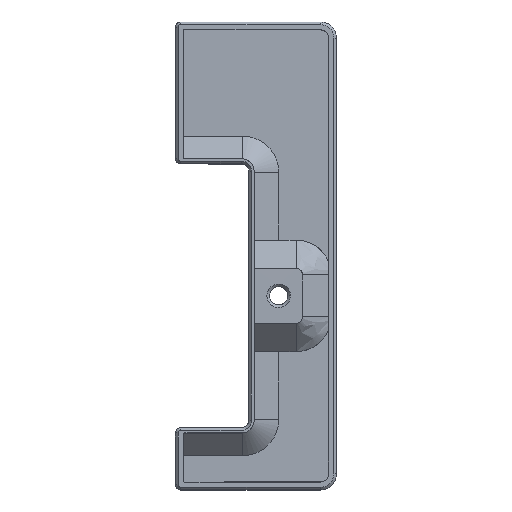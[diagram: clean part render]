
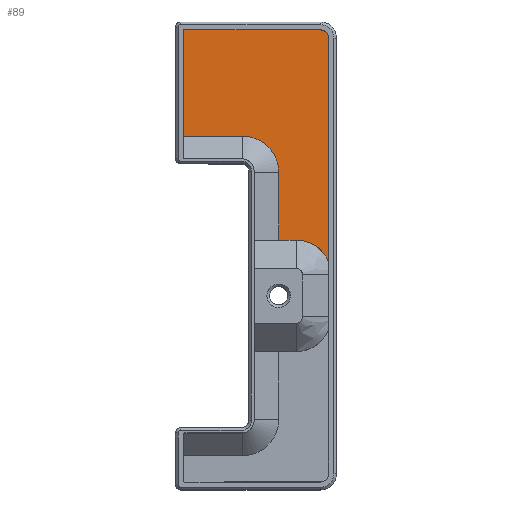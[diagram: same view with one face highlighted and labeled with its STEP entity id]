
A CAD part, top view. The second image highlights one B-rep face of the part: STEP entity #89.
In plain terms, the highlighted planar face has unit normal (0, 0, 1).
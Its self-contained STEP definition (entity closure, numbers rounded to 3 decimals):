
#89=ADVANCED_FACE('',(#245),#2346,.T.);
#245=FACE_OUTER_BOUND('',#398,.T.);
#398=EDGE_LOOP('',(#789,#790,#791,#792,#793,#794));
#789=ORIENTED_EDGE('',*,*,#1599,.F.);
#790=ORIENTED_EDGE('',*,*,#1447,.F.);
#791=ORIENTED_EDGE('',*,*,#1579,.F.);
#792=ORIENTED_EDGE('',*,*,#1585,.T.);
#793=ORIENTED_EDGE('',*,*,#1403,.F.);
#794=ORIENTED_EDGE('',*,*,#1410,.F.);
#1403=EDGE_CURVE('',#2102,#2103,#1820,.T.);
#1410=EDGE_CURVE('',#2110,#2102,#1826,.T.);
#1447=EDGE_CURVE('',#2109,#2204,#1653,.T.);
#1579=EDGE_CURVE('',#2199,#2109,#1965,.T.);
#1585=EDGE_CURVE('',#2199,#2103,#1971,.T.);
#1599=EDGE_CURVE('',#2204,#2110,#1688,.T.);
#1653=(
BOUNDED_CURVE()
B_SPLINE_CURVE(2,(#5248,#5249,#5250,#5251,#5252,#5253,#5254),
 .UNSPECIFIED.,.F.,.F.)
B_SPLINE_CURVE_WITH_KNOTS((3,2,2,3),(-138.075,-121.773,
-121.458,-100.358),.UNSPECIFIED.)
CURVE()
GEOMETRIC_REPRESENTATION_ITEM()
RATIONAL_B_SPLINE_CURVE((1.,1.,1.,0.707,1.,1.,1.))
REPRESENTATION_ITEM('')
);
#1688=(
BOUNDED_CURVE()
B_SPLINE_CURVE(2,(#5933,#5934,#5935,#5936,#5937),.UNSPECIFIED.,.F.,.F.)
B_SPLINE_CURVE_WITH_KNOTS((3,2,3),(-100.358,-98.316,
-63.44),.UNSPECIFIED.)
CURVE()
GEOMETRIC_REPRESENTATION_ITEM()
RATIONAL_B_SPLINE_CURVE((1.,0.707,1.,1.,1.))
REPRESENTATION_ITEM('')
);
#1820=B_SPLINE_CURVE_WITH_KNOTS('',3,(#5028,#5029,#5030,#5031),
 .UNSPECIFIED.,.F.,.F.,(4,4),(27.833,38.366),
 .UNSPECIFIED.);
#1826=B_SPLINE_CURVE_WITH_KNOTS('',3,(#5054,#5055,#5056,#5057,#5058,#5059,
#5060,#5061,#5062,#5063,#5064,#5065),.UNSPECIFIED.,.F.,.F.,(4,2,2,2,2,4),
(24.895,27.132,29.598,30.832,32.065,
34.185),.UNSPECIFIED.);
#1965=B_SPLINE_CURVE_WITH_KNOTS('',3,(#5803,#5804,#5805,#5806),
 .UNSPECIFIED.,.F.,.F.,(4,4),(-11.6,-2.4),.UNSPECIFIED.);
#1971=B_SPLINE_CURVE_WITH_KNOTS('',3,(#5853,#5854,#5855,#5856,#5857,#5858,
#5859,#5860,#5861,#5862),.UNSPECIFIED.,.F.,.F.,(4,2,2,2,4),(0.,1.437,
2.873,4.31,5.747),.UNSPECIFIED.);
#2102=VERTEX_POINT('',#4434);
#2103=VERTEX_POINT('',#4435);
#2109=VERTEX_POINT('',#4441);
#2110=VERTEX_POINT('',#4442);
#2199=VERTEX_POINT('',#4531);
#2204=VERTEX_POINT('',#4536);
#2346=PLANE('',#2404);
#2404=AXIS2_PLACEMENT_3D('',#3054,#2445,$);
#2445=DIRECTION('',(0.,0.,1.));
#3054=CARTESIAN_POINT('',(156.207,-84.35,-67.986));
#4434=CARTESIAN_POINT('',(179.901,-25.694,-67.986));
#4435=CARTESIAN_POINT('',(179.901,-15.161,-67.986));
#4441=CARTESIAN_POINT('',(165.086,-9.546,-67.986));
#4442=CARTESIAN_POINT('',(187.686,-29.22,-67.986));
#4531=CARTESIAN_POINT('',(174.286,-9.546,-67.986));
#4536=CARTESIAN_POINT('',(186.386,6.957,-67.986));
#5028=CARTESIAN_POINT('',(179.901,-25.694,-67.986));
#5029=CARTESIAN_POINT('',(179.901,-22.183,-67.986));
#5030=CARTESIAN_POINT('',(179.901,-18.672,-67.986));
#5031=CARTESIAN_POINT('',(179.901,-15.161,-67.986));
#5054=CARTESIAN_POINT('',(187.686,-29.22,-67.986));
#5055=CARTESIAN_POINT('',(187.428,-28.521,-67.986));
#5056=CARTESIAN_POINT('',(187.022,-27.876,-67.986));
#5057=CARTESIAN_POINT('',(185.933,-26.749,-67.986));
#5058=CARTESIAN_POINT('',(185.225,-26.291,-67.986));
#5059=CARTESIAN_POINT('',(184.064,-25.873,-67.986));
#5060=CARTESIAN_POINT('',(183.661,-25.78,-67.986));
#5061=CARTESIAN_POINT('',(182.844,-25.678,-67.986));
#5062=CARTESIAN_POINT('',(182.432,-25.697,-67.986));
#5063=CARTESIAN_POINT('',(181.314,-25.693,-67.986));
#5064=CARTESIAN_POINT('',(180.608,-25.694,-67.986));
#5065=CARTESIAN_POINT('',(179.901,-25.694,-67.986));
#5248=CARTESIAN_POINT('',(165.086,-9.546,-67.986));
#5249=CARTESIAN_POINT('',(165.086,-1.395,-67.986));
#5250=CARTESIAN_POINT('',(165.086,6.757,-67.986));
#5251=CARTESIAN_POINT('',(165.086,6.957,-67.986));
#5252=CARTESIAN_POINT('',(165.286,6.957,-67.986));
#5253=CARTESIAN_POINT('',(175.836,6.957,-67.986));
#5254=CARTESIAN_POINT('',(186.386,6.957,-67.986));
#5803=CARTESIAN_POINT('',(174.286,-9.546,-67.986));
#5804=CARTESIAN_POINT('',(171.22,-9.546,-67.986));
#5805=CARTESIAN_POINT('',(168.153,-9.546,-67.986));
#5806=CARTESIAN_POINT('',(165.086,-9.546,-67.986));
#5853=CARTESIAN_POINT('',(174.286,-9.546,-67.986));
#5854=CARTESIAN_POINT('',(175.021,-9.546,-67.986));
#5855=CARTESIAN_POINT('',(175.756,-9.692,-67.986));
#5856=CARTESIAN_POINT('',(177.114,-10.255,-67.986));
#5857=CARTESIAN_POINT('',(177.737,-10.671,-67.986));
#5858=CARTESIAN_POINT('',(178.776,-11.71,-67.986));
#5859=CARTESIAN_POINT('',(179.192,-12.333,-67.986));
#5860=CARTESIAN_POINT('',(179.755,-13.691,-67.986));
#5861=CARTESIAN_POINT('',(179.901,-14.426,-67.986));
#5862=CARTESIAN_POINT('',(179.901,-15.161,-67.986));
#5933=CARTESIAN_POINT('',(186.386,6.957,-67.986));
#5934=CARTESIAN_POINT('',(187.686,6.957,-67.986));
#5935=CARTESIAN_POINT('',(187.686,5.657,-67.986));
#5936=CARTESIAN_POINT('',(187.686,-11.782,-67.986));
#5937=CARTESIAN_POINT('',(187.686,-29.22,-67.986));
